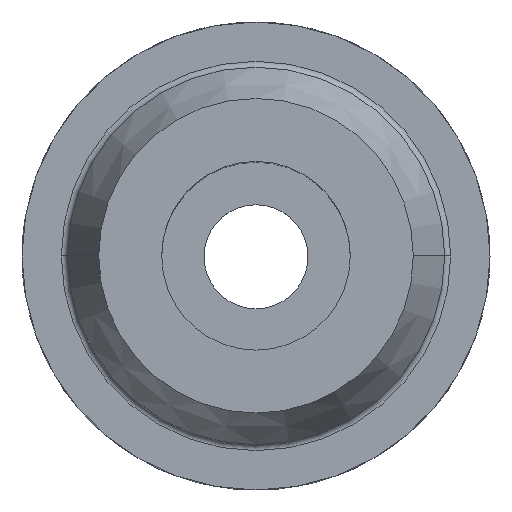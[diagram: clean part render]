
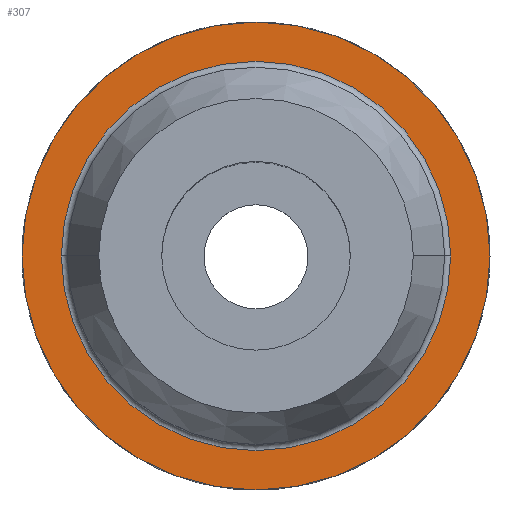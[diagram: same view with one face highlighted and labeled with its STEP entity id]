
A CAD part, top view. The second image highlights one B-rep face of the part: STEP entity #307.
In plain terms, the highlighted planar face has unit normal (0, 0, 1).
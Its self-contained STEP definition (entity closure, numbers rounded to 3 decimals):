
#1 = DIRECTION ( 'NONE',  ( 0., 0., -1. ) ) ;
#8 = CIRCLE ( 'NONE', #224, 31.5 ) ;
#65 = CARTESIAN_POINT ( 'NONE',  ( 0., 0., 27. ) ) ;
#66 = ORIENTED_EDGE ( 'NONE', *, *, #1140, .T. ) ;
#83 = DIRECTION ( 'NONE',  ( 0., 0., -1. ) ) ;
#195 = PLANE ( 'NONE',  #718 ) ;
#208 = FACE_BOUND ( 'NONE', #1458, .T. ) ;
#211 = CARTESIAN_POINT ( 'NONE',  ( -31.5, 0., 27. ) ) ;
#224 = AXIS2_PLACEMENT_3D ( 'NONE', #936, #543, #300 ) ;
#248 = AXIS2_PLACEMENT_3D ( 'NONE', #254, #1, #382 ) ;
#254 = CARTESIAN_POINT ( 'NONE',  ( 0., 0., 27. ) ) ;
#255 = VERTEX_POINT ( 'NONE', #322 ) ;
#300 = DIRECTION ( 'NONE',  ( -1., 0., 0. ) ) ;
#307 = ADVANCED_FACE ( 'NONE', ( #208, #320 ), #195, .F. ) ;
#320 = FACE_OUTER_BOUND ( 'NONE', #1480, .T. ) ;
#322 = CARTESIAN_POINT ( 'NONE',  ( 26.2, 0., 27. ) ) ;
#325 = CIRCLE ( 'NONE', #248, 26.2 ) ;
#327 = DIRECTION ( 'NONE',  ( 0., 0., -1. ) ) ;
#369 = VERTEX_POINT ( 'NONE', #211 ) ;
#382 = DIRECTION ( 'NONE',  ( -1., 0., 0. ) ) ;
#468 = VERTEX_POINT ( 'NONE', #777 ) ;
#543 = DIRECTION ( 'NONE',  ( 0., 0., -1. ) ) ;
#553 = AXIS2_PLACEMENT_3D ( 'NONE', #688, #327, #1469 ) ;
#555 = CIRCLE ( 'NONE', #553, 31.5 ) ;
#603 = VERTEX_POINT ( 'NONE', #681 ) ;
#609 = EDGE_CURVE ( 'NONE', #369, #468, #8, .T. ) ;
#680 = DIRECTION ( 'NONE',  ( -1., 0., 0. ) ) ;
#681 = CARTESIAN_POINT ( 'NONE',  ( -26.2, 0., 27. ) ) ;
#688 = CARTESIAN_POINT ( 'NONE',  ( 0., 0., 27. ) ) ;
#713 = EDGE_CURVE ( 'NONE', #468, #369, #555, .T. ) ;
#718 = AXIS2_PLACEMENT_3D ( 'NONE', #833, #83, #963 ) ;
#777 = CARTESIAN_POINT ( 'NONE',  ( 31.5, 0., 27. ) ) ;
#833 = CARTESIAN_POINT ( 'NONE',  ( 0., 0., 27. ) ) ;
#924 = EDGE_CURVE ( 'NONE', #255, #603, #325, .T. ) ;
#936 = CARTESIAN_POINT ( 'NONE',  ( 0., 0., 27. ) ) ;
#963 = DIRECTION ( 'NONE',  ( -1., 0., 0. ) ) ;
#1018 = ORIENTED_EDGE ( 'NONE', *, *, #609, .F. ) ;
#1077 = DIRECTION ( 'NONE',  ( 0., 0., -1. ) ) ;
#1140 = EDGE_CURVE ( 'NONE', #603, #255, #1636, .T. ) ;
#1318 = AXIS2_PLACEMENT_3D ( 'NONE', #65, #1077, #680 ) ;
#1366 = ORIENTED_EDGE ( 'NONE', *, *, #924, .T. ) ;
#1458 = EDGE_LOOP ( 'NONE', ( #66, #1366 ) ) ;
#1469 = DIRECTION ( 'NONE',  ( -1., 0., 0. ) ) ;
#1480 = EDGE_LOOP ( 'NONE', ( #1018, #1625 ) ) ;
#1625 = ORIENTED_EDGE ( 'NONE', *, *, #713, .F. ) ;
#1636 = CIRCLE ( 'NONE', #1318, 26.2 ) ;
